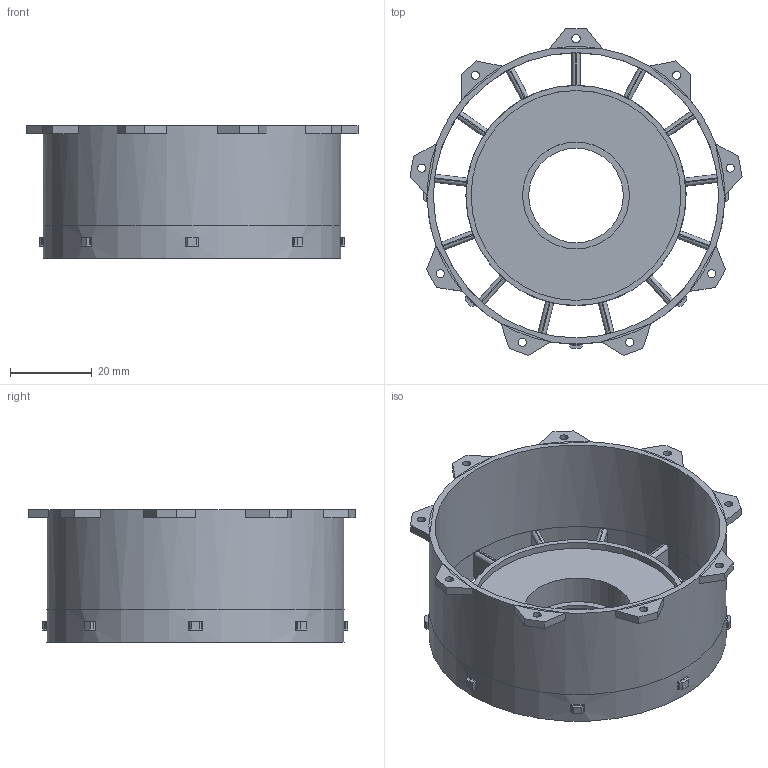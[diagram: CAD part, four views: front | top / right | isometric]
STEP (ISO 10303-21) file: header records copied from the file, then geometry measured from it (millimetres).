
FILE_DESCRIPTION(('FreeCAD Model'),'2;1');
FILE_NAME('Open CASCADE Shape Model','2024-05-23T17:36:24',('Author'),( ''),'Open CASCADE STEP processor 7.6','FreeCAD','Unknown');
FILE_SCHEMA(('AUTOMOTIVE_DESIGN { 1 0 10303 214 1 1 1 1 }'));
Length unit declared in the file: millimetre
Products named in the file (2): Rear-Hausing; Body066
Assembly tree (1 placements, depth 2):
  Rear-Hausing
    Body066
Bounding box: 81.46 x 80.22 x 32.5 mm (x, y, z)
Volume: 27714 mm3; surface area: 24026.3 mm2
Topology: 1 solids, 2 shells, 454 faces, 1108 edges, 644 vertices
Faces by surface type: plane 223, cylinder 137, bspline 78, torus 16
Full cylindrical faces by diameter (mm): 2 x9, 23.2 x1, 26.2 x1, 51.5 x1, 54 x1, 70 x1, 73 x2
Entity records: 15651 total; most frequent: CARTESIAN_POINT 5847, ORIENTED_EDGE 2216, DIRECTION 1783, EDGE_CURVE 1108, VERTEX_POINT 644, AXIS2_PLACEMENT_3D 634, LINE 515, VECTOR 515
